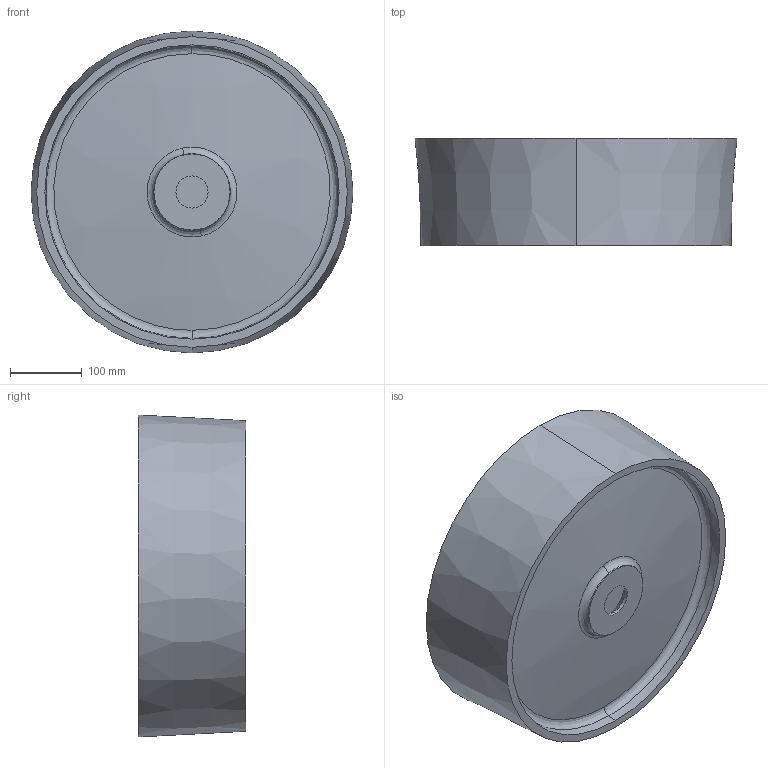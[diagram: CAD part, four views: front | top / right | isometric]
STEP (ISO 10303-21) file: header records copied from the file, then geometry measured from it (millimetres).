
FILE_DESCRIPTION (( 'STEP AP214' ), '1' );
FILE_NAME ('Lola.STEP', '2020-09-30T13:39:59', ( '' ), ( '' ), 'SwSTEP 2.0', 'SolidWorks 2018', '' );
FILE_SCHEMA (( 'AUTOMOTIVE_DESIGN' ));
Length unit declared in the file: millimetre
Products named in the file (1): Lola
Bounding box: 450 x 150 x 450 mm (x, y, z)
Volume: 5070619.3 mm3; surface area: 949945.8 mm2
Topology: 2 solids, 2 shells, 56 faces, 122 edges, 77 vertices
Faces by surface type: bspline 18, cone 18, torus 8, plane 8, cylinder 2, sphere 2
Entity records: 7723 total; most frequent: CARTESIAN_POINT 6558, ORIENTED_EDGE 244, DIRECTION 210, EDGE_CURVE 122, AXIS2_PLACEMENT_3D 95, VERTEX_POINT 77, EDGE_LOOP 65, FACE_OUTER_BOUND 56
